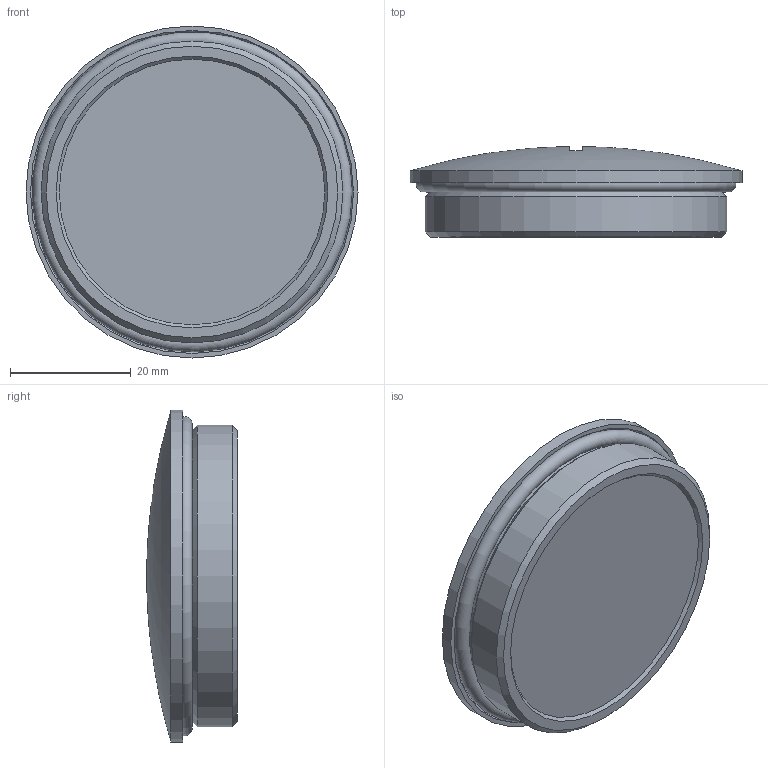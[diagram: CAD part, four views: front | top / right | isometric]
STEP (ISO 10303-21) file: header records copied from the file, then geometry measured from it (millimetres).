
FILE_DESCRIPTION(/* description */ (''),/* implementation_level */ '2;1');
FILE_NAME(/* name */ '',/* time_stamp */ '2025-05-07T10:57:58+07:00',/* author */ ('zeta-86'),/* organization */ (''),/* preprocessor_version */ 'ST-DEVELOPER v19.2',/* originating_system */ 'Autodesk Inventor 2024',/* authorisation */ '');
FILE_SCHEMA (('AUTOMOTIVE_DESIGN { 1 0 10303 214 3 1 1 }'));
Length unit declared in the file: millimetre
Products named in the file (1): Деталь1
Bounding box: 55 x 14.99 x 55 mm (x, y, z)
Volume: 26469.8 mm3; surface area: 7142.4 mm2
Topology: 1 solids, 1 shells, 18 faces, 39 edges, 24 vertices
Faces by surface type: plane 6, cone 5, cylinder 4, torus 2, bspline 1
Full cylindrical faces by diameter (mm): 48.3 x1, 50 x1, 55 x1
Entity records: 624 total; most frequent: CARTESIAN_POINT 141, DIRECTION 94, ORIENTED_EDGE 78, AXIS2_PLACEMENT_3D 43, EDGE_CURVE 39, CIRCLE 25, VERTEX_POINT 24, EDGE_LOOP 21
